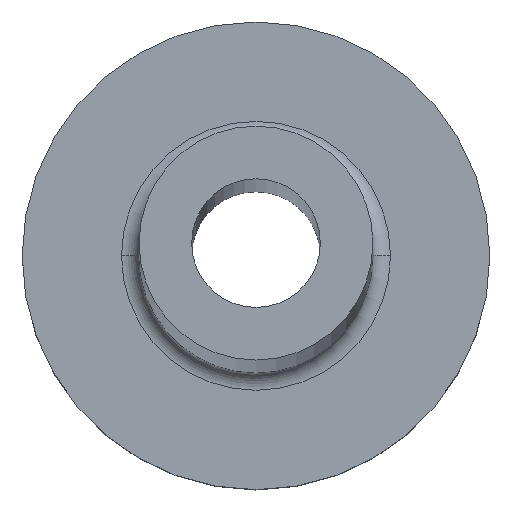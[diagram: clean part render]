
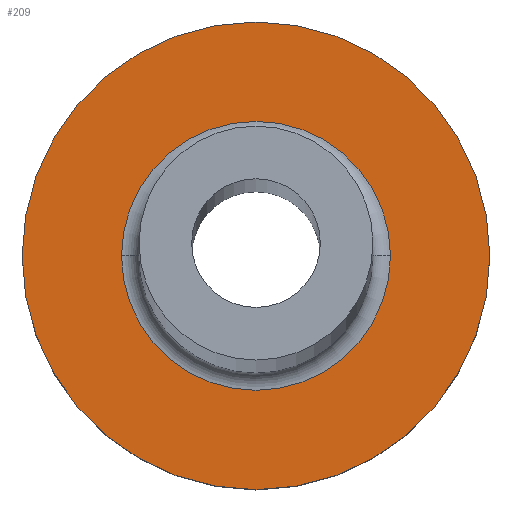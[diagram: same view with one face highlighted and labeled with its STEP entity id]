
A CAD part, top view. The second image highlights one B-rep face of the part: STEP entity #209.
In plain terms, the highlighted planar face has unit normal (0, 0, 1).
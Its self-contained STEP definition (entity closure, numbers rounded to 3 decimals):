
#7 = EDGE_CURVE ( 'NONE', #342, #358, #141, .T. ) ;
#11 = FACE_BOUND ( 'NONE', #324, .T. ) ;
#44 = AXIS2_PLACEMENT_3D ( 'NONE', #101, #325, #78 ) ;
#46 = DIRECTION ( 'NONE',  ( 1., 0., 0. ) ) ;
#59 = DIRECTION ( 'NONE',  ( 0., 0., -1. ) ) ;
#65 = DIRECTION ( 'NONE',  ( 0., 0., 1. ) ) ;
#66 = DIRECTION ( 'NONE',  ( 1., 0., 0. ) ) ;
#78 = DIRECTION ( 'NONE',  ( 1., 0., 0. ) ) ;
#90 = AXIS2_PLACEMENT_3D ( 'NONE', #311, #365, #106 ) ;
#92 = ORIENTED_EDGE ( 'NONE', *, *, #180, .T. ) ;
#101 = CARTESIAN_POINT ( 'NONE',  ( 0., 0., 3. ) ) ;
#103 = PLANE ( 'NONE',  #199 ) ;
#106 = DIRECTION ( 'NONE',  ( 1., 0., 0. ) ) ;
#107 = DIRECTION ( 'NONE',  ( 1., 0., 0. ) ) ;
#130 = ORIENTED_EDGE ( 'NONE', *, *, #7, .T. ) ;
#136 = AXIS2_PLACEMENT_3D ( 'NONE', #330, #65, #66 ) ;
#141 = CIRCLE ( 'NONE', #136, 4. ) ;
#169 = FACE_OUTER_BOUND ( 'NONE', #176, .T. ) ;
#174 = ORIENTED_EDGE ( 'NONE', *, *, #300, .T. ) ;
#176 = EDGE_LOOP ( 'NONE', ( #130, #233 ) ) ;
#180 = EDGE_CURVE ( 'NONE', #351, #210, #227, .T. ) ;
#199 = AXIS2_PLACEMENT_3D ( 'NONE', #225, #335, #46 ) ;
#204 = EDGE_CURVE ( 'NONE', #358, #342, #253, .T. ) ;
#209 = ADVANCED_FACE ( 'NONE', ( #11, #169 ), #103, .T. ) ;
#210 = VERTEX_POINT ( 'NONE', #366 ) ;
#225 = CARTESIAN_POINT ( 'NONE',  ( 0., 0., 3. ) ) ;
#227 = CIRCLE ( 'NONE', #44, 2.3 ) ;
#229 = CARTESIAN_POINT ( 'NONE',  ( -2.3, 0., 3. ) ) ;
#233 = ORIENTED_EDGE ( 'NONE', *, *, #204, .T. ) ;
#247 = CIRCLE ( 'NONE', #258, 2.3 ) ;
#253 = CIRCLE ( 'NONE', #90, 4. ) ;
#258 = AXIS2_PLACEMENT_3D ( 'NONE', #313, #59, #107 ) ;
#289 = CARTESIAN_POINT ( 'NONE',  ( 4., 0., 3. ) ) ;
#300 = EDGE_CURVE ( 'NONE', #210, #351, #247, .T. ) ;
#311 = CARTESIAN_POINT ( 'NONE',  ( 0., 0., 3. ) ) ;
#313 = CARTESIAN_POINT ( 'NONE',  ( 0., 0., 3. ) ) ;
#324 = EDGE_LOOP ( 'NONE', ( #174, #92 ) ) ;
#325 = DIRECTION ( 'NONE',  ( 0., 0., -1. ) ) ;
#330 = CARTESIAN_POINT ( 'NONE',  ( 0., 0., 3. ) ) ;
#335 = DIRECTION ( 'NONE',  ( 0., 0., 1. ) ) ;
#342 = VERTEX_POINT ( 'NONE', #369 ) ;
#351 = VERTEX_POINT ( 'NONE', #229 ) ;
#358 = VERTEX_POINT ( 'NONE', #289 ) ;
#365 = DIRECTION ( 'NONE',  ( 0., 0., 1. ) ) ;
#366 = CARTESIAN_POINT ( 'NONE',  ( 2.3, 0., 3. ) ) ;
#369 = CARTESIAN_POINT ( 'NONE',  ( -4., 0., 3. ) ) ;
